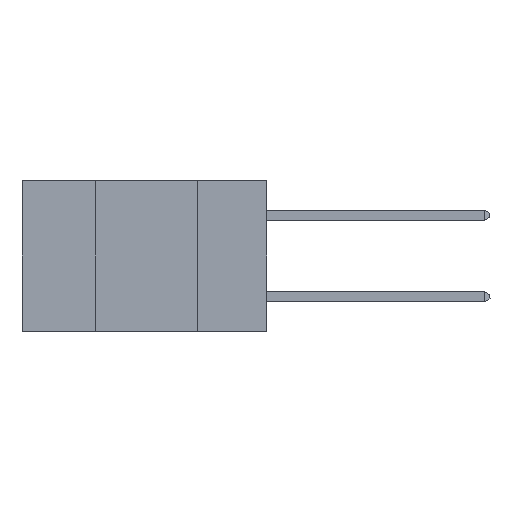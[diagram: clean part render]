
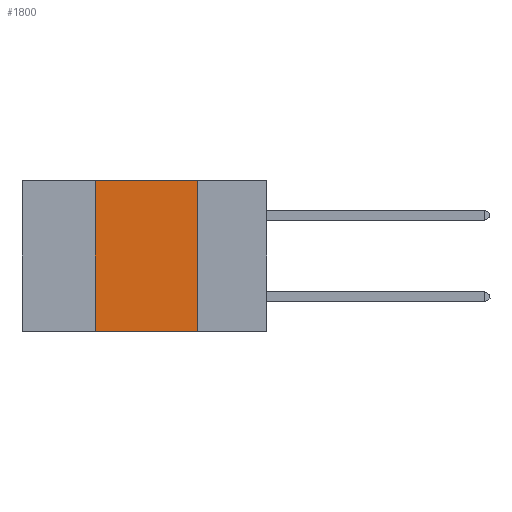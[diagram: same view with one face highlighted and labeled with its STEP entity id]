
A CAD part, left-side view. The second image highlights one B-rep face of the part: STEP entity #1800.
In plain terms, the highlighted planar face has unit normal (-1, 0, 0).
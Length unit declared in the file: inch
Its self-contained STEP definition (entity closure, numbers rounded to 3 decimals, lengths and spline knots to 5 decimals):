
#329 = CARTESIAN_POINT ( 'NONE',  ( 0., 0.6, 0. ) ) ;
#1030 = CARTESIAN_POINT ( 'NONE',  ( 0., 0.42, -0.37 ) ) ;
#1078 = VERTEX_POINT ( 'NONE', #5638 ) ;
#1322 = CARTESIAN_POINT ( 'NONE',  ( 0., 0.42, 0. ) ) ;
#1800 = ADVANCED_FACE ( 'NONE', ( #17056 ), #9518, .F. ) ;
#2061 = CARTESIAN_POINT ( 'NONE',  ( 0., 0.6, 0. ) ) ;
#4124 = EDGE_CURVE ( 'NONE', #11980, #15568, #8336, .T. ) ;
#5638 = CARTESIAN_POINT ( 'NONE',  ( 0., 0.17, 0. ) ) ;
#6463 = DIRECTION ( 'NONE',  ( 1., 0., 0. ) ) ;
#6926 = VECTOR ( 'NONE', #9639, 39.37008 ) ;
#8309 = DIRECTION ( 'NONE',  ( 0., 0., -1. ) ) ;
#8336 = LINE ( 'NONE', #15453, #11930 ) ;
#9217 = EDGE_CURVE ( 'NONE', #15568, #1078, #19133, .T. ) ;
#9518 = PLANE ( 'NONE',  #16403 ) ;
#9618 = EDGE_LOOP ( 'NONE', ( #18130, #10903, #12367, #12840 ) ) ;
#9639 = DIRECTION ( 'NONE',  ( 0., -1., 0. ) ) ;
#9932 = EDGE_CURVE ( 'NONE', #11980, #16056, #10162, .T. ) ;
#10145 = VECTOR ( 'NONE', #11135, 39.37008 ) ;
#10162 = LINE ( 'NONE', #19053, #13757 ) ;
#10327 = EDGE_CURVE ( 'NONE', #1078, #16056, #14225, .T. ) ;
#10442 = CARTESIAN_POINT ( 'NONE',  ( 0., 0.17, -0.37 ) ) ;
#10903 = ORIENTED_EDGE ( 'NONE', *, *, #9217, .F. ) ;
#11135 = DIRECTION ( 'NONE',  ( 0., 0., -1. ) ) ;
#11930 = VECTOR ( 'NONE', #16968, 39.37008 ) ;
#11980 = VERTEX_POINT ( 'NONE', #1030 ) ;
#12367 = ORIENTED_EDGE ( 'NONE', *, *, #4124, .F. ) ;
#12840 = ORIENTED_EDGE ( 'NONE', *, *, #9932, .T. ) ;
#13757 = VECTOR ( 'NONE', #15984, 39.37008 ) ;
#14225 = LINE ( 'NONE', #17238, #10145 ) ;
#15453 = CARTESIAN_POINT ( 'NONE',  ( 0., 0.42, 0. ) ) ;
#15568 = VERTEX_POINT ( 'NONE', #1322 ) ;
#15984 = DIRECTION ( 'NONE',  ( 0., -1., 0. ) ) ;
#16056 = VERTEX_POINT ( 'NONE', #10442 ) ;
#16403 = AXIS2_PLACEMENT_3D ( 'NONE', #329, #6463, #8309 ) ;
#16968 = DIRECTION ( 'NONE',  ( 0., 0., 1. ) ) ;
#17056 = FACE_OUTER_BOUND ( 'NONE', #9618, .T. ) ;
#17238 = CARTESIAN_POINT ( 'NONE',  ( 0., 0.17, 0. ) ) ;
#18130 = ORIENTED_EDGE ( 'NONE', *, *, #10327, .F. ) ;
#19053 = CARTESIAN_POINT ( 'NONE',  ( 0., 0.6, -0.37 ) ) ;
#19133 = LINE ( 'NONE', #2061, #6926 ) ;
